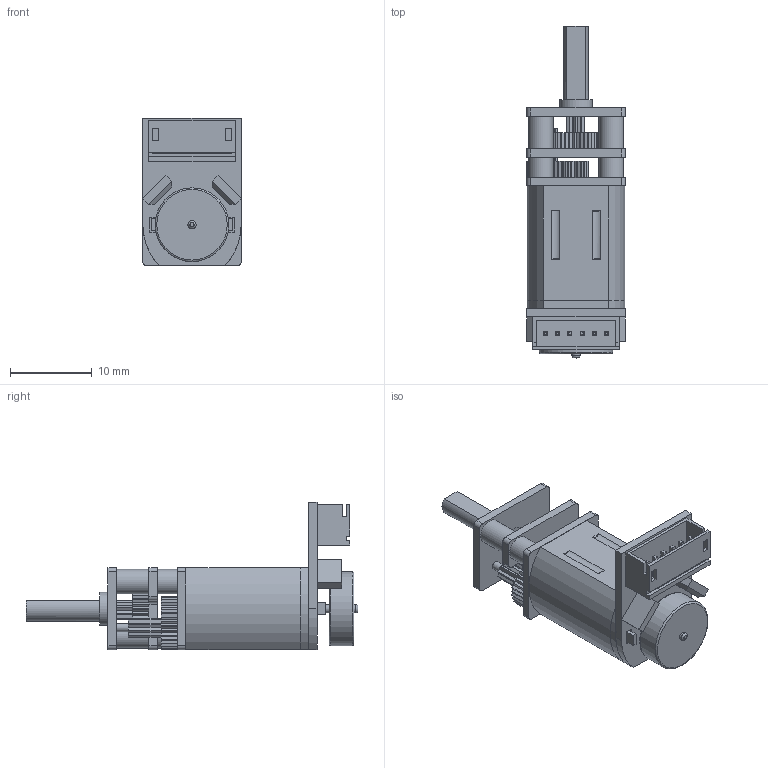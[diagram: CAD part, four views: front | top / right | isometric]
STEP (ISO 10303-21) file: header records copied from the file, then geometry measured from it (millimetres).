
FILE_DESCRIPTION(/* description */ (''),/* implementation_level */ '2;1');
FILE_NAME(/* name */ 'motor-n20.step',/* time_stamp */ '2026-01-04T16:51:23+10:00',/* author */ (''),/* organization */ (''),/* preprocessor_version */ 'ST-DEVELOPER v20.1',/* originating_system */ 'Autodesk Translation Framework v14.21.0.0',/* authorisation */ '');
FILE_SCHEMA (('AUTOMOTIVE_DESIGN { 1 0 10303 214 3 1 1 }'));
Length unit declared in the file: millimetre
Products named in the file (2): Motor N20; Component1
Assembly tree (1 placements, depth 2):
  Motor N20
    Component1
Bounding box: 12 x 40.5 x 18.01 mm (x, y, z)
Volume: 2738 mm3; surface area: 3481.6 mm2
Topology: 23 solids, 23 shells, 519 faces, 1359 edges, 896 vertices
Faces by surface type: plane 389, cylinder 127, torus 2, bspline 1
Full cylindrical faces by diameter (mm): 1 x4, 2 x1, 3 x7, 4 x1, 5 x1, 5.2 x1, 9 x1
Entity records: 15996 total; most frequent: CARTESIAN_POINT 2866, ORIENTED_EDGE 2718, DIRECTION 2638, EDGE_CURVE 1359, LINE 1108, VECTOR 1108, VERTEX_POINT 896, AXIS2_PLACEMENT_3D 765
